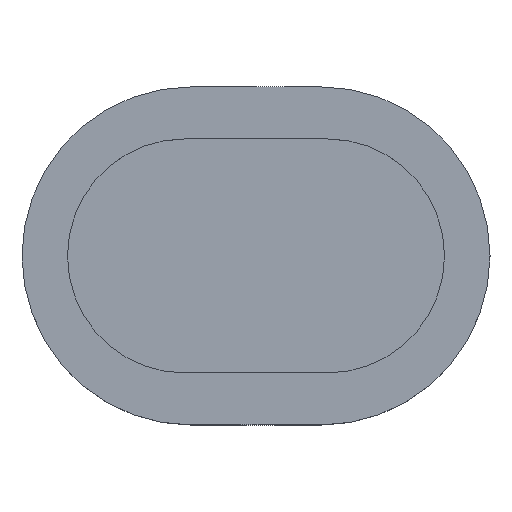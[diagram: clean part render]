
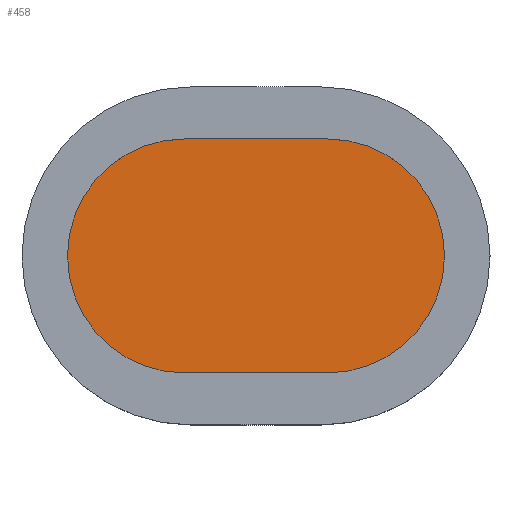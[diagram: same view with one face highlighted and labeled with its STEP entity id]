
A CAD part, top view. The second image highlights one B-rep face of the part: STEP entity #458.
In plain terms, the highlighted planar face has unit normal (0, 0, 1).
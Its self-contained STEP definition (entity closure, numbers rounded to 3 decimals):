
#6 = EDGE_CURVE ( 'NONE', #288, #374, #318, .T. ) ;
#8 = VECTOR ( 'NONE', #284, 1000. ) ;
#21 = DIRECTION ( 'NONE',  ( 0., 0., 1. ) ) ;
#26 = EDGE_CURVE ( 'NONE', #32, #116, #482, .T. ) ;
#28 = DIRECTION ( 'NONE',  ( 1., 0., 0. ) ) ;
#32 = VERTEX_POINT ( 'NONE', #88 ) ;
#37 = CARTESIAN_POINT ( 'NONE',  ( 2.75, 0., 4.1 ) ) ;
#61 = CIRCLE ( 'NONE', #553, 4.5 ) ;
#80 = CARTESIAN_POINT ( 'NONE',  ( -2.75, 4.5, 4.1 ) ) ;
#88 = CARTESIAN_POINT ( 'NONE',  ( 2.75, 4.5, 4.1 ) ) ;
#93 = DIRECTION ( 'NONE',  ( 0., 0., 1. ) ) ;
#105 = EDGE_CURVE ( 'NONE', #116, #366, #266, .T. ) ;
#116 = VERTEX_POINT ( 'NONE', #80 ) ;
#120 = EDGE_CURVE ( 'NONE', #374, #32, #61, .T. ) ;
#131 = PLANE ( 'NONE',  #578 ) ;
#167 = CARTESIAN_POINT ( 'NONE',  ( -2.75, -4.5, 4.1 ) ) ;
#173 = ORIENTED_EDGE ( 'NONE', *, *, #120, .T. ) ;
#181 = ORIENTED_EDGE ( 'NONE', *, *, #105, .T. ) ;
#184 = CIRCLE ( 'NONE', #511, 4.5 ) ;
#201 = FACE_OUTER_BOUND ( 'NONE', #384, .T. ) ;
#238 = AXIS2_PLACEMENT_3D ( 'NONE', #386, #519, #568 ) ;
#259 = CARTESIAN_POINT ( 'NONE',  ( -2.75, 4.5, 4.1 ) ) ;
#266 = CIRCLE ( 'NONE', #238, 4.5 ) ;
#269 = ORIENTED_EDGE ( 'NONE', *, *, #26, .T. ) ;
#284 = DIRECTION ( 'NONE',  ( -1., 0., 0. ) ) ;
#285 = CARTESIAN_POINT ( 'NONE',  ( -2.75, 0., 4.1 ) ) ;
#288 = VERTEX_POINT ( 'NONE', #375 ) ;
#299 = DIRECTION ( 'NONE',  ( 1., 0., 0. ) ) ;
#318 = LINE ( 'NONE', #167, #408 ) ;
#352 = CARTESIAN_POINT ( 'NONE',  ( -7.25, 0., 4.1 ) ) ;
#366 = VERTEX_POINT ( 'NONE', #352 ) ;
#374 = VERTEX_POINT ( 'NONE', #571 ) ;
#375 = CARTESIAN_POINT ( 'NONE',  ( -2.75, -4.5, 4.1 ) ) ;
#384 = EDGE_LOOP ( 'NONE', ( #181, #501, #412, #173, #269 ) ) ;
#386 = CARTESIAN_POINT ( 'NONE',  ( -2.75, 0., 4.1 ) ) ;
#408 = VECTOR ( 'NONE', #299, 1000. ) ;
#412 = ORIENTED_EDGE ( 'NONE', *, *, #6, .T. ) ;
#414 = DIRECTION ( 'NONE',  ( 1., 0., 0. ) ) ;
#419 = DIRECTION ( 'NONE',  ( 0., 0., 1. ) ) ;
#429 = CARTESIAN_POINT ( 'NONE',  ( -2.5, 0., 4.1 ) ) ;
#458 = ADVANCED_FACE ( 'NONE', ( #201 ), #131, .T. ) ;
#482 = LINE ( 'NONE', #259, #8 ) ;
#501 = ORIENTED_EDGE ( 'NONE', *, *, #566, .T. ) ;
#511 = AXIS2_PLACEMENT_3D ( 'NONE', #285, #21, #414 ) ;
#519 = DIRECTION ( 'NONE',  ( 0., 0., 1. ) ) ;
#529 = DIRECTION ( 'NONE',  ( 1., 0., 0. ) ) ;
#553 = AXIS2_PLACEMENT_3D ( 'NONE', #37, #419, #28 ) ;
#566 = EDGE_CURVE ( 'NONE', #366, #288, #184, .T. ) ;
#568 = DIRECTION ( 'NONE',  ( 1., 0., 0. ) ) ;
#571 = CARTESIAN_POINT ( 'NONE',  ( 2.75, -4.5, 4.1 ) ) ;
#578 = AXIS2_PLACEMENT_3D ( 'NONE', #429, #93, #529 ) ;
